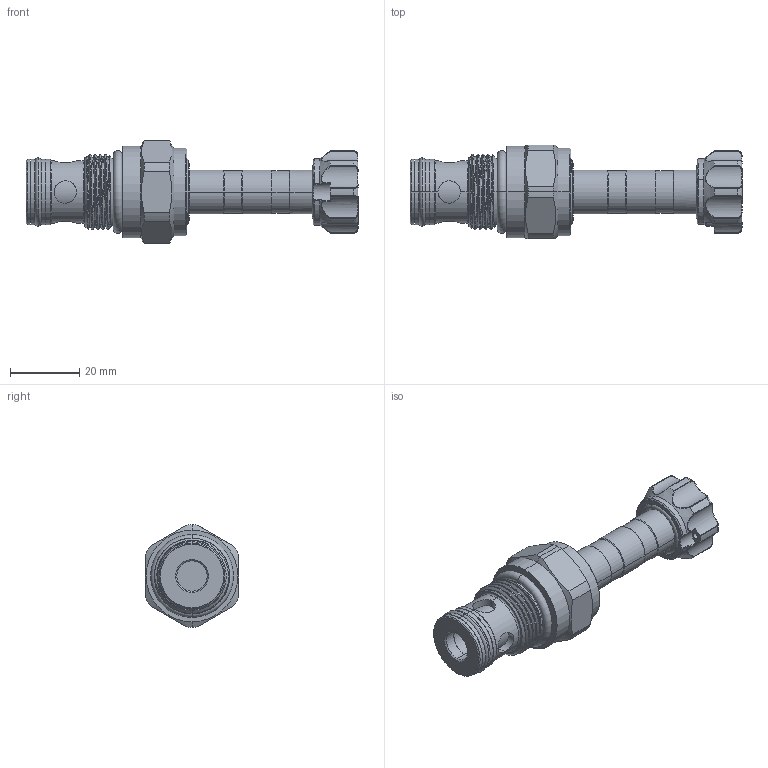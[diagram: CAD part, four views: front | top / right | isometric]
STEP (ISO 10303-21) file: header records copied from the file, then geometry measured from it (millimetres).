
FILE_DESCRIPTION (( 'STEP AP203' ), '1' );
FILE_NAME ('EP22M2A31N05.STEP', '2020-05-13T01:01:07', ( '' ), ( '' ), 'SwSTEP 2.0', 'SolidWorks 2018', '' );
FILE_SCHEMA (( 'CONFIG_CONTROL_DESIGN' ));
Length unit declared in the file: millimetre
Products named in the file (1): EP22M2A31N05
Bounding box: 96.05 x 27 x 29.6 mm (x, y, z)
Volume: 27481.6 mm3; surface area: 9769.9 mm2
Topology: 4 solids, 4 shells, 255 faces, 602 edges, 365 vertices
Faces by surface type: cylinder 120, bspline 38, torus 37, cone 34, plane 26
Entity records: 12877 total; most frequent: CARTESIAN_POINT 7241, ORIENTED_EDGE 1200, DIRECTION 1135, EDGE_CURVE 600, AXIS2_PLACEMENT_3D 489, VERTEX_POINT 365, EDGE_LOOP 275, CIRCLE 271
